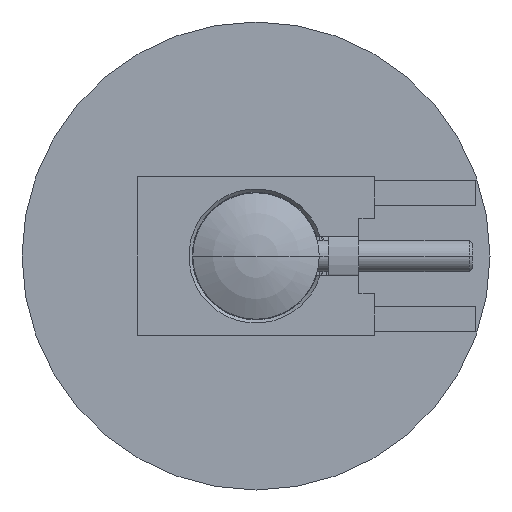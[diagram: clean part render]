
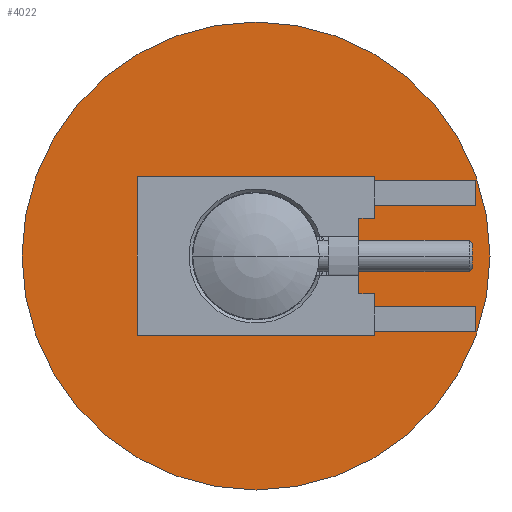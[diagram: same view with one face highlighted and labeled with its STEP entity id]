
A CAD part, left-side view. The second image highlights one B-rep face of the part: STEP entity #4022.
In plain terms, the highlighted planar face has unit normal (-1, 0, 0).
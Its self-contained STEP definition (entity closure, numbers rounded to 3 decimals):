
#886=DIRECTION('',(0.,-1.,0.));
#887=VECTOR('',#886,8.895);
#888=CARTESIAN_POINT('',(12.01,4.765,-3.175));
#889=LINE('',#888,#887);
#890=DIRECTION('',(0.,0.,1.));
#891=VECTOR('',#890,6.35);
#892=CARTESIAN_POINT('',(12.01,-4.13,-3.175));
#893=LINE('',#892,#891);
#894=DIRECTION('',(0.,1.,0.));
#895=VECTOR('',#894,8.895);
#896=CARTESIAN_POINT('',(12.01,-4.13,3.175));
#897=LINE('',#896,#895);
#898=DIRECTION('',(0.,0.,-1.));
#899=VECTOR('',#898,6.35);
#900=CARTESIAN_POINT('',(12.01,4.765,3.175));
#901=LINE('',#900,#899);
#1468=CARTESIAN_POINT('',(12.01,0.,0.));
#1469=DIRECTION('',(-1.,0.,0.));
#1470=DIRECTION('',(0.,-1.,0.));
#1471=AXIS2_PLACEMENT_3D('',#1468,#1469,#1470);
#1481=CARTESIAN_POINT('',(12.01,0.,0.));
#1482=DIRECTION('',(1.,0.,0.));
#1483=DIRECTION('',(0.,-1.,0.));
#1484=AXIS2_PLACEMENT_3D('',#1481,#1482,#1483);
#3283=CARTESIAN_POINT('',(12.01,-9.4,0.));
#3285=VERTEX_POINT('',#3283);
#3287=CARTESIAN_POINT('',(12.01,9.4,0.));
#3289=VERTEX_POINT('',#3287);
#3307=CARTESIAN_POINT('',(12.01,4.765,3.175));
#3308=CARTESIAN_POINT('',(12.01,4.765,-3.175));
#3309=VERTEX_POINT('',#3307);
#3310=VERTEX_POINT('',#3308);
#3551=CARTESIAN_POINT('',(12.01,-4.13,-3.175));
#3552=VERTEX_POINT('',#3551);
#3557=CARTESIAN_POINT('',(12.01,-4.13,3.175));
#3558=VERTEX_POINT('',#3557);
#4001=CARTESIAN_POINT('',(12.01,0.,0.));
#4002=DIRECTION('',(-1.,0.,0.));
#4003=DIRECTION('',(0.,1.,0.));
#4004=AXIS2_PLACEMENT_3D('',#4001,#4002,#4003);
#4005=PLANE('',#4004);
#4007=ORIENTED_EDGE('',*,*,#4006,.F.);
#4009=ORIENTED_EDGE('',*,*,#4008,.T.);
#4010=EDGE_LOOP('',(#4007,#4009));
#4011=FACE_OUTER_BOUND('',#4010,.F.);
#4013=ORIENTED_EDGE('',*,*,#4012,.T.);
#4015=ORIENTED_EDGE('',*,*,#4014,.T.);
#4017=ORIENTED_EDGE('',*,*,#4016,.T.);
#4019=ORIENTED_EDGE('',*,*,#4018,.T.);
#4020=EDGE_LOOP('',(#4013,#4015,#4017,#4019));
#4021=FACE_BOUND('',#4020,.F.);
#1472=CIRCLE('',#1471,9.4);
#1485=CIRCLE('',#1484,9.4);
#4006=EDGE_CURVE('',#3285,#3289,#1472,.T.);
#4008=EDGE_CURVE('',#3285,#3289,#1485,.T.);
#4012=EDGE_CURVE('',#3310,#3552,#889,.T.);
#4014=EDGE_CURVE('',#3552,#3558,#893,.T.);
#4016=EDGE_CURVE('',#3558,#3309,#897,.T.);
#4018=EDGE_CURVE('',#3309,#3310,#901,.T.);
#4022=ADVANCED_FACE('',(#4011,#4021),#4005,.T.);
